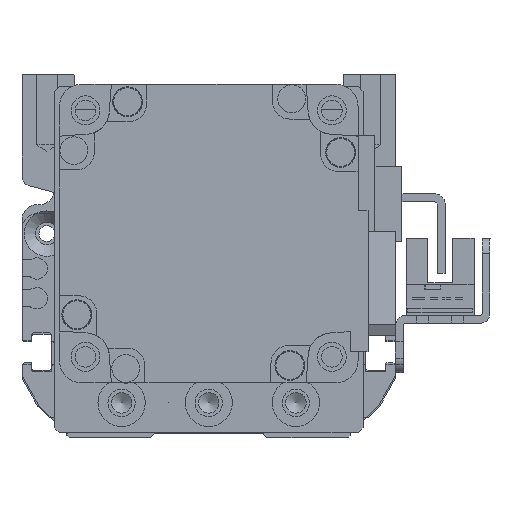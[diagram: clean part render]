
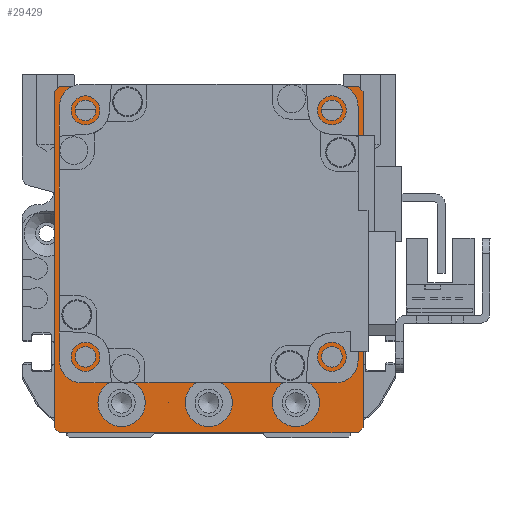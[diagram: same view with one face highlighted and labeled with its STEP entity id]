
A CAD part, left-side view. The second image highlights one B-rep face of the part: STEP entity #29429.
In plain terms, the highlighted face is planar.
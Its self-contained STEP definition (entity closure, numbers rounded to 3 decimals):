
#1100=FACE_BOUND('',#5358,.T.);
#1101=FACE_BOUND('',#5359,.T.);
#1102=FACE_BOUND('',#5360,.T.);
#1103=FACE_BOUND('',#5361,.T.);
#1104=FACE_BOUND('',#5362,.T.);
#1105=FACE_BOUND('',#5363,.T.);
#1106=FACE_BOUND('',#5364,.T.);
#1107=FACE_BOUND('',#5365,.T.);
#1851=PLANE('',#33057);
#3349=FACE_OUTER_BOUND('',#5357,.T.);
#5357=EDGE_LOOP('',(#26093,#26094,#26095,#26096,#26097,#26098,#26099,#26100));
#5358=EDGE_LOOP('',(#26101));
#5359=EDGE_LOOP('',(#26102));
#5360=EDGE_LOOP('',(#26103));
#5361=EDGE_LOOP('',(#26104));
#5362=EDGE_LOOP('',(#26105));
#5363=EDGE_LOOP('',(#26106));
#5364=EDGE_LOOP('',(#26107));
#5365=EDGE_LOOP('',(#26108));
#7663=LINE('',#50828,#10020);
#7666=LINE('',#50833,#10023);
#7668=LINE('',#50837,#10025);
#7670=LINE('',#50841,#10027);
#7672=LINE('',#50846,#10029);
#7674=LINE('',#50849,#10031);
#7675=LINE('',#50851,#10032);
#7676=LINE('',#50852,#10033);
#10020=VECTOR('',#41271,10.);
#10023=VECTOR('',#41276,10.);
#10025=VECTOR('',#41280,10.);
#10027=VECTOR('',#41284,10.);
#10029=VECTOR('',#41288,10.);
#10031=VECTOR('',#41292,10.);
#10032=VECTOR('',#41293,10.);
#10033=VECTOR('',#41294,10.);
#11918=CIRCLE('',#33058,25.);
#11919=CIRCLE('',#33059,2.067);
#11920=CIRCLE('',#33060,2.067);
#11921=CIRCLE('',#33061,2.067);
#11922=CIRCLE('',#33062,2.067);
#11923=CIRCLE('',#33063,4.75);
#11924=CIRCLE('',#33064,4.75);
#11925=CIRCLE('',#33065,4.75);
#14460=VERTEX_POINT('',#50825);
#14461=VERTEX_POINT('',#50827);
#14462=VERTEX_POINT('',#50831);
#14463=VERTEX_POINT('',#50835);
#14464=VERTEX_POINT('',#50839);
#14465=VERTEX_POINT('',#50843);
#14466=VERTEX_POINT('',#50845);
#14467=VERTEX_POINT('',#50850);
#14468=VERTEX_POINT('',#50853);
#14469=VERTEX_POINT('',#50855);
#14470=VERTEX_POINT('',#50857);
#14471=VERTEX_POINT('',#50859);
#14472=VERTEX_POINT('',#50861);
#14473=VERTEX_POINT('',#50863);
#14474=VERTEX_POINT('',#50865);
#14475=VERTEX_POINT('',#50867);
#18407=EDGE_CURVE('',#14460,#14461,#7663,.T.);
#18410=EDGE_CURVE('',#14460,#14462,#7666,.T.);
#18412=EDGE_CURVE('',#14463,#14462,#7668,.T.);
#18414=EDGE_CURVE('',#14463,#14464,#7670,.T.);
#18416=EDGE_CURVE('',#14465,#14466,#7672,.T.);
#18418=EDGE_CURVE('',#14465,#14461,#7674,.T.);
#18419=EDGE_CURVE('',#14467,#14464,#7675,.T.);
#18420=EDGE_CURVE('',#14467,#14466,#7676,.T.);
#18421=EDGE_CURVE('',#14468,#14468,#11918,.T.);
#18422=EDGE_CURVE('',#14469,#14469,#11919,.T.);
#18423=EDGE_CURVE('',#14470,#14470,#11920,.T.);
#18424=EDGE_CURVE('',#14471,#14471,#11921,.T.);
#18425=EDGE_CURVE('',#14472,#14472,#11922,.T.);
#18426=EDGE_CURVE('',#14473,#14473,#11923,.T.);
#18427=EDGE_CURVE('',#14474,#14474,#11924,.T.);
#18428=EDGE_CURVE('',#14475,#14475,#11925,.T.);
#26093=ORIENTED_EDGE('',*,*,#18416,.F.);
#26094=ORIENTED_EDGE('',*,*,#18418,.T.);
#26095=ORIENTED_EDGE('',*,*,#18407,.F.);
#26096=ORIENTED_EDGE('',*,*,#18410,.T.);
#26097=ORIENTED_EDGE('',*,*,#18412,.F.);
#26098=ORIENTED_EDGE('',*,*,#18414,.T.);
#26099=ORIENTED_EDGE('',*,*,#18419,.F.);
#26100=ORIENTED_EDGE('',*,*,#18420,.T.);
#26101=ORIENTED_EDGE('',*,*,#18421,.T.);
#26102=ORIENTED_EDGE('',*,*,#18422,.T.);
#26103=ORIENTED_EDGE('',*,*,#18423,.T.);
#26104=ORIENTED_EDGE('',*,*,#18424,.T.);
#26105=ORIENTED_EDGE('',*,*,#18425,.T.);
#26106=ORIENTED_EDGE('',*,*,#18426,.T.);
#26107=ORIENTED_EDGE('',*,*,#18427,.T.);
#26108=ORIENTED_EDGE('',*,*,#18428,.T.);
#29429=ADVANCED_FACE('',(#3349,#1100,#1101,#1102,#1103,#1104,#1105,#1106,
#1107),#1851,.T.);
#33057=AXIS2_PLACEMENT_3D('',#50848,#41290,#41291);
#33058=AXIS2_PLACEMENT_3D('',#50854,#41295,#41296);
#33059=AXIS2_PLACEMENT_3D('',#50856,#41297,#41298);
#33060=AXIS2_PLACEMENT_3D('',#50858,#41299,#41300);
#33061=AXIS2_PLACEMENT_3D('',#50860,#41301,#41302);
#33062=AXIS2_PLACEMENT_3D('',#50862,#41303,#41304);
#33063=AXIS2_PLACEMENT_3D('',#50864,#41305,#41306);
#33064=AXIS2_PLACEMENT_3D('',#50866,#41307,#41308);
#33065=AXIS2_PLACEMENT_3D('',#50868,#41309,#41310);
#41271=DIRECTION('',(-0.707,-0.707,0.));
#41276=DIRECTION('',(0.,1.,0.));
#41280=DIRECTION('',(0.707,-0.707,0.));
#41284=DIRECTION('',(-1.,0.,0.));
#41288=DIRECTION('',(-0.707,0.707,0.));
#41290=DIRECTION('center_axis',(0.,0.,1.));
#41291=DIRECTION('ref_axis',(1.,0.,0.));
#41292=DIRECTION('',(1.,0.,0.));
#41293=DIRECTION('',(0.707,0.707,0.));
#41294=DIRECTION('',(0.,-1.,0.));
#41295=DIRECTION('center_axis',(0.,0.,-1.));
#41296=DIRECTION('ref_axis',(1.,0.,0.));
#41297=DIRECTION('center_axis',(0.,0.,-1.));
#41298=DIRECTION('ref_axis',(1.,0.,0.));
#41299=DIRECTION('center_axis',(0.,0.,-1.));
#41300=DIRECTION('ref_axis',(1.,0.,0.));
#41301=DIRECTION('center_axis',(0.,0.,-1.));
#41302=DIRECTION('ref_axis',(1.,0.,0.));
#41303=DIRECTION('center_axis',(0.,0.,-1.));
#41304=DIRECTION('ref_axis',(1.,0.,0.));
#41305=DIRECTION('center_axis',(0.,0.,-1.));
#41306=DIRECTION('ref_axis',(1.,0.,0.));
#41307=DIRECTION('center_axis',(0.,0.,-1.));
#41308=DIRECTION('ref_axis',(1.,0.,0.));
#41309=DIRECTION('center_axis',(0.,0.,-1.));
#41310=DIRECTION('ref_axis',(1.,0.,0.));
#50825=CARTESIAN_POINT('',(31.,-33.75,59.));
#50827=CARTESIAN_POINT('',(30.,-34.75,59.));
#50828=CARTESIAN_POINT('',(31.438,-33.313,59.));
#50831=CARTESIAN_POINT('',(31.,33.75,59.));
#50833=CARTESIAN_POINT('',(31.,-34.75,59.));
#50835=CARTESIAN_POINT('',(30.,34.75,59.));
#50837=CARTESIAN_POINT('',(31.438,33.313,59.));
#50839=CARTESIAN_POINT('',(-30.,34.75,59.));
#50841=CARTESIAN_POINT('',(31.,34.75,59.));
#50843=CARTESIAN_POINT('',(-30.,-34.75,59.));
#50845=CARTESIAN_POINT('',(-31.,-33.75,59.));
#50846=CARTESIAN_POINT('',(-31.438,-33.313,59.));
#50848=CARTESIAN_POINT('Origin',(0.,0.,
59.));
#50849=CARTESIAN_POINT('',(-31.,-34.75,59.));
#50850=CARTESIAN_POINT('',(-31.,33.75,59.));
#50851=CARTESIAN_POINT('',(-31.438,33.313,59.));
#50852=CARTESIAN_POINT('',(-31.,34.75,59.));
#50853=CARTESIAN_POINT('',(-25.,5.25,59.));
#50854=CARTESIAN_POINT('Origin',(0.,5.25,59.));
#50855=CARTESIAN_POINT('',(22.682,-19.499,59.));
#50856=CARTESIAN_POINT('Origin',(24.749,-19.499,59.));
#50857=CARTESIAN_POINT('',(22.682,29.999,59.));
#50858=CARTESIAN_POINT('Origin',(24.749,29.999,59.));
#50859=CARTESIAN_POINT('',(-26.816,29.999,59.));
#50860=CARTESIAN_POINT('Origin',(-24.749,29.999,59.));
#50861=CARTESIAN_POINT('',(-26.816,-19.499,59.));
#50862=CARTESIAN_POINT('Origin',(-24.749,-19.499,59.));
#50863=CARTESIAN_POINT('',(12.75,-28.75,59.));
#50864=CARTESIAN_POINT('Origin',(17.5,-28.75,59.));
#50865=CARTESIAN_POINT('',(-4.75,-28.75,59.));
#50866=CARTESIAN_POINT('Origin',(0.,-28.75,59.));
#50867=CARTESIAN_POINT('',(-22.25,-28.75,59.));
#50868=CARTESIAN_POINT('Origin',(-17.5,-28.75,59.));
